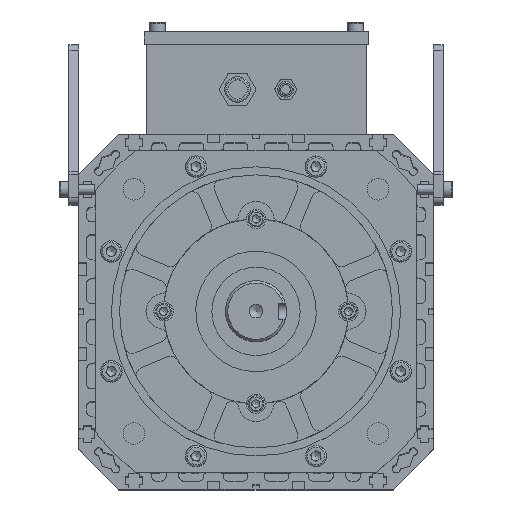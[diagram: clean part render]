
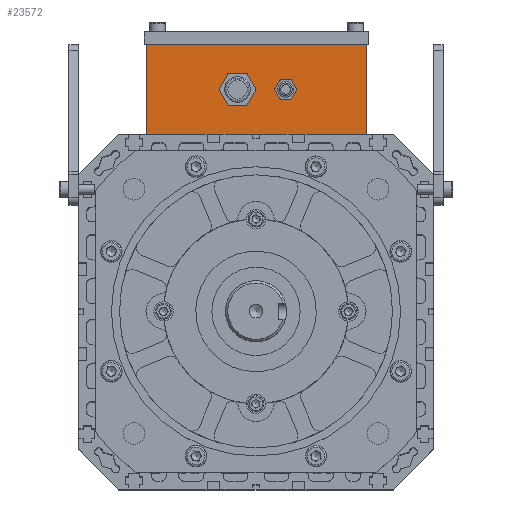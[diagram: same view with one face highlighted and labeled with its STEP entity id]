
A CAD part, top view. The second image highlights one B-rep face of the part: STEP entity #23572.
In plain terms, the highlighted planar face has unit normal (0, 0, 1).
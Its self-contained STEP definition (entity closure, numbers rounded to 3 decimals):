
#1301 = DIRECTION ( 'NONE',  ( 1., 0., 0. ) ) ;
#1340 = CARTESIAN_POINT ( 'NONE',  ( 206.066, 483.903, -738.112 ) ) ;
#1696 = DIRECTION ( 'NONE',  ( 0., 0., -1. ) ) ;
#1719 = AXIS2_PLACEMENT_3D ( 'NONE', #25768, #22530, #12235 ) ;
#2430 = ORIENTED_EDGE ( 'NONE', *, *, #26980, .T. ) ;
#2641 = VECTOR ( 'NONE', #19235, 1000. ) ;
#3735 = CARTESIAN_POINT ( 'NONE',  ( 206.066, 483.903, -738.112 ) ) ;
#3843 = PLANE ( 'NONE',  #5080 ) ;
#4090 = EDGE_LOOP ( 'NONE', ( #28650 ) ) ;
#4586 = FACE_OUTER_BOUND ( 'NONE', #16423, .T. ) ;
#5080 = AXIS2_PLACEMENT_3D ( 'NONE', #1340, #1696, #7297 ) ;
#5398 = EDGE_LOOP ( 'NONE', ( #15091 ) ) ;
#5617 = CIRCLE ( 'NONE', #20066, 4. ) ;
#6827 = LINE ( 'NONE', #3735, #31227 ) ;
#7297 = DIRECTION ( 'NONE',  ( 0., -1., 0. ) ) ;
#8921 = EDGE_CURVE ( 'NONE', #28126, #28126, #35279, .T. ) ;
#9651 = ORIENTED_EDGE ( 'NONE', *, *, #10495, .F. ) ;
#10039 = FACE_BOUND ( 'NONE', #5398, .T. ) ;
#10495 = EDGE_CURVE ( 'NONE', #18162, #19115, #31706, .T. ) ;
#12235 = DIRECTION ( 'NONE',  ( 0., 1., 0. ) ) ;
#12463 = DIRECTION ( 'NONE',  ( 0., -1., 0. ) ) ;
#12562 = VERTEX_POINT ( 'NONE', #15191 ) ;
#13219 = LINE ( 'NONE', #15755, #15649 ) ;
#15052 = CARTESIAN_POINT ( 'NONE',  ( 206.066, 483.903, -738.112 ) ) ;
#15091 = ORIENTED_EDGE ( 'NONE', *, *, #8921, .F. ) ;
#15191 = CARTESIAN_POINT ( 'NONE',  ( 206.066, 427.903, -738.112 ) ) ;
#15300 = EDGE_CURVE ( 'NONE', #18162, #31832, #27931, .T. ) ;
#15649 = VECTOR ( 'NONE', #24433, 1000. ) ;
#15755 = CARTESIAN_POINT ( 'NONE',  ( 206.066, 427.903, -738.112 ) ) ;
#16337 = EDGE_CURVE ( 'NONE', #35395, #35395, #5617, .T. ) ;
#16423 = EDGE_LOOP ( 'NONE', ( #2430, #35551, #9651, #23689 ) ) ;
#16535 = DIRECTION ( 'NONE',  ( 0., 0., 1. ) ) ;
#16721 = CARTESIAN_POINT ( 'NONE',  ( 126.066, 461.903, -738.112 ) ) ;
#18162 = VERTEX_POINT ( 'NONE', #33552 ) ;
#19115 = VERTEX_POINT ( 'NONE', #23831 ) ;
#19235 = DIRECTION ( 'NONE',  ( 0., -1., 0. ) ) ;
#20066 = AXIS2_PLACEMENT_3D ( 'NONE', #21108, #16535, #33061 ) ;
#21108 = CARTESIAN_POINT ( 'NONE',  ( 156.066, 455.903, -738.112 ) ) ;
#21753 = CARTESIAN_POINT ( 'NONE',  ( 156.066, 459.903, -738.112 ) ) ;
#22134 = CARTESIAN_POINT ( 'NONE',  ( 69.566, 483.903, -738.112 ) ) ;
#22530 = DIRECTION ( 'NONE',  ( 0., 0., 1. ) ) ;
#23572 = ADVANCED_FACE ( 'NONE', ( #29048, #10039, #4586 ), #3843, .F. ) ;
#23689 = ORIENTED_EDGE ( 'NONE', *, *, #15300, .T. ) ;
#23831 = CARTESIAN_POINT ( 'NONE',  ( 206.066, 483.903, -738.112 ) ) ;
#24433 = DIRECTION ( 'NONE',  ( 1., 0., 0. ) ) ;
#25768 = CARTESIAN_POINT ( 'NONE',  ( 126.066, 455.903, -738.112 ) ) ;
#26980 = EDGE_CURVE ( 'NONE', #31832, #12562, #13219, .T. ) ;
#27931 = LINE ( 'NONE', #22134, #2641 ) ;
#28126 = VERTEX_POINT ( 'NONE', #16721 ) ;
#28650 = ORIENTED_EDGE ( 'NONE', *, *, #16337, .F. ) ;
#29048 = FACE_BOUND ( 'NONE', #4090, .T. ) ;
#30059 = CARTESIAN_POINT ( 'NONE',  ( 69.566, 427.903, -738.112 ) ) ;
#31227 = VECTOR ( 'NONE', #12463, 1000. ) ;
#31706 = LINE ( 'NONE', #15052, #34966 ) ;
#31832 = VERTEX_POINT ( 'NONE', #30059 ) ;
#32349 = EDGE_CURVE ( 'NONE', #19115, #12562, #6827, .T. ) ;
#33061 = DIRECTION ( 'NONE',  ( 0., 1., 0. ) ) ;
#33552 = CARTESIAN_POINT ( 'NONE',  ( 69.566, 483.903, -738.112 ) ) ;
#34966 = VECTOR ( 'NONE', #1301, 1000. ) ;
#35279 = CIRCLE ( 'NONE', #1719, 6. ) ;
#35395 = VERTEX_POINT ( 'NONE', #21753 ) ;
#35551 = ORIENTED_EDGE ( 'NONE', *, *, #32349, .F. ) ;
